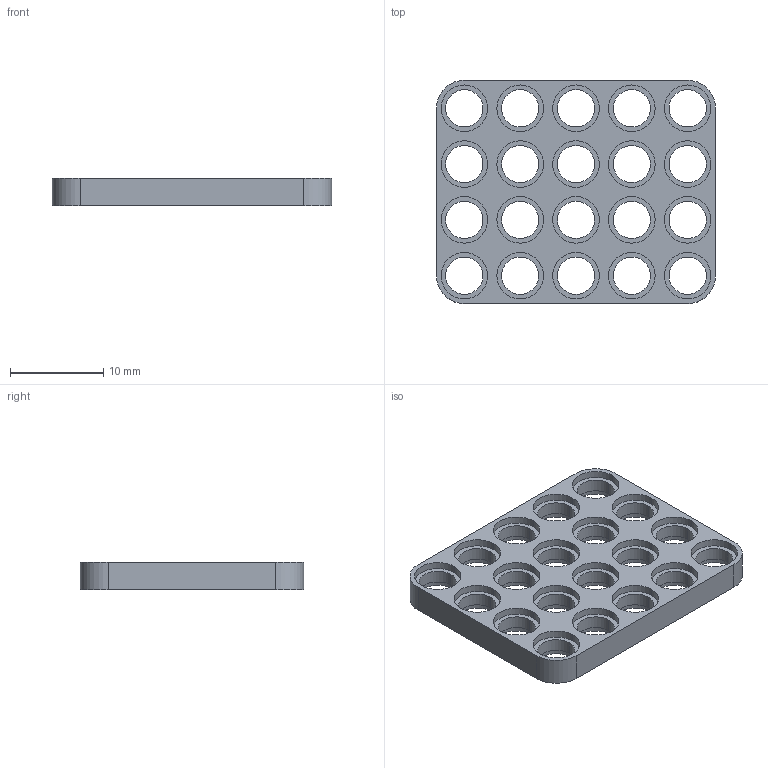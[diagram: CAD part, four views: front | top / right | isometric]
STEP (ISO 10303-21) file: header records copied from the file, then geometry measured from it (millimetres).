
FILE_DESCRIPTION (( 'STEP AP203' ), '1' );
FILE_NAME ('SPD_4b5_sldprt.STEP', '2020-09-23T18:11:48', ( '' ), ( '' ), 'SwSTEP 2.0', 'SolidWorks 2019', '' );
FILE_SCHEMA (( 'CONFIG_CONTROL_DESIGN' ));
Length unit declared in the file: millimetre
Products named in the file (1): SPD_4b5_sldprt
Bounding box: 30 x 24 x 3 mm (x, y, z)
Volume: 1156.6 mm3; surface area: 2085 mm2
Topology: 1 solids, 1 shells, 170 faces, 384 edges, 256 vertices
Faces by surface type: cylinder 124, plane 46
Entity records: 5053 total; most frequent: DIRECTION 974, CARTESIAN_POINT 811, ORIENTED_EDGE 768, AXIS2_PLACEMENT_3D 419, EDGE_CURVE 384, VERTEX_POINT 256, EDGE_LOOP 250, CIRCLE 248
